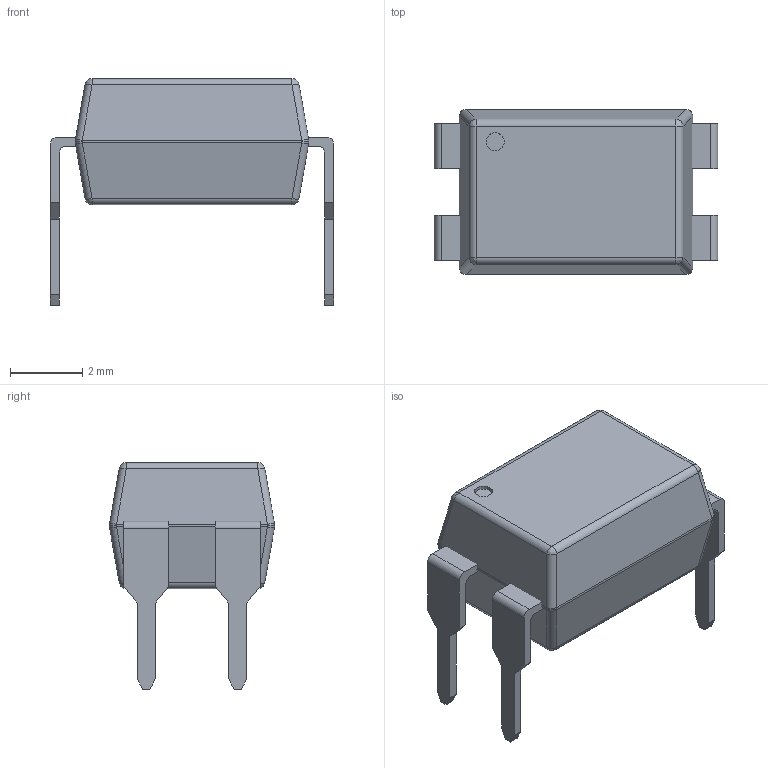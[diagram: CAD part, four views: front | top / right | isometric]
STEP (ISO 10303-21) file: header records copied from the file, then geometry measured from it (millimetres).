
FILE_DESCRIPTION (( 'STEP AP214' ), '1' );
FILE_NAME ('User Library-DIP4.STEP', '2016-12-26T22:49:05', ( 'Windows User' ), ( '' ), 'SwSTEP 2.0', 'SolidWorks 2017', '' );
FILE_SCHEMA (( 'AUTOMOTIVE_DESIGN' ));
Length unit declared in the file: millimetre
Products named in the file (1): User Library-DIP4
Bounding box: 7.87 x 4.59 x 6.3 mm (x, y, z)
Volume: 101.2 mm3; surface area: 202 mm2
Topology: 3 solids, 3 shells, 101 faces, 246 edges, 148 vertices
Faces by surface type: plane 55, cylinder 30, bspline 16
Entity records: 3120 total; most frequent: CARTESIAN_POINT 744, ORIENTED_EDGE 484, DIRECTION 482, EDGE_CURVE 242, VECTOR 166, LINE 166, AXIS2_PLACEMENT_3D 158, VERTEX_POINT 148
